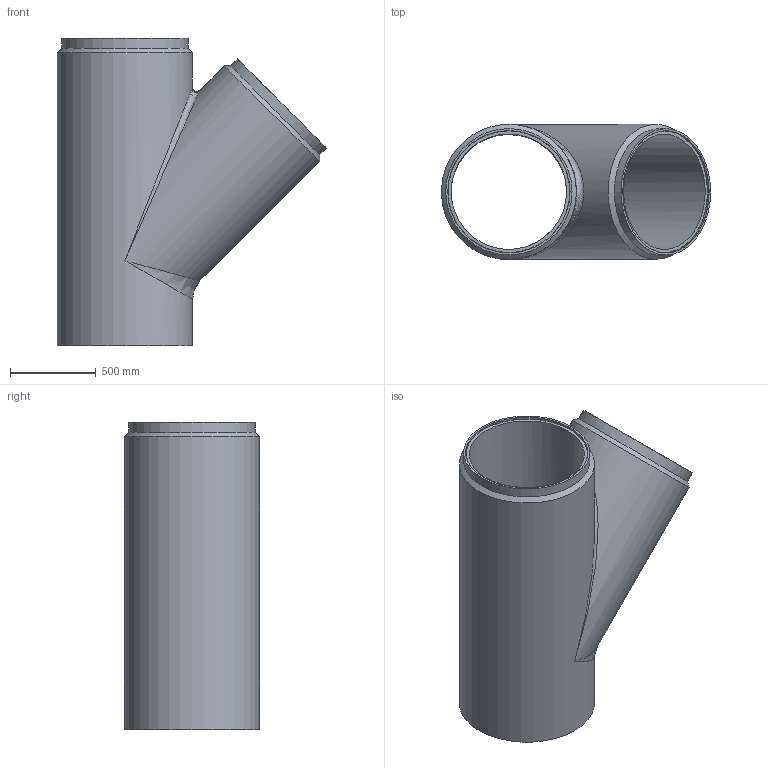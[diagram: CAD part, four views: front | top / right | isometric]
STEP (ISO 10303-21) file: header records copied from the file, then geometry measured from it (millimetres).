
FILE_DESCRIPTION((''),'1');
FILE_NAME('randys way rev 2.stp', '2019-12-19T22:50:09',(''), (''), 'KCM Version 1.1.0.0', 'KeyCreator', '');
FILE_SCHEMA(('AUTOMOTIVE_DESIGN'));
Length unit declared in the file: inch
Bounding box: 1569.97 x 787.4 x 1790.4 mm (x, y, z)
Volume: 308361131.5 mm3; surface area: 11368724.7 mm2
Topology: 1 solids, 1 shells, 27 faces, 65 edges, 36 vertices
Faces by surface type: cylinder 9, plane 6, cone 5, bspline 4, torus 3
Full cylindrical faces by diameter (mm): 673.1 x2, 711.2 x3, 736.6 x2, 787.4 x2
Entity records: 1407 total; most frequent: CARTESIAN_POINT 801, DIRECTION 128, ORIENTED_EDGE 114, AXIS2_PLACEMENT_3D 57, EDGE_CURVE 57, VERTEX_POINT 36, EDGE_LOOP 35, FACE_OUTER_BOUND 27
